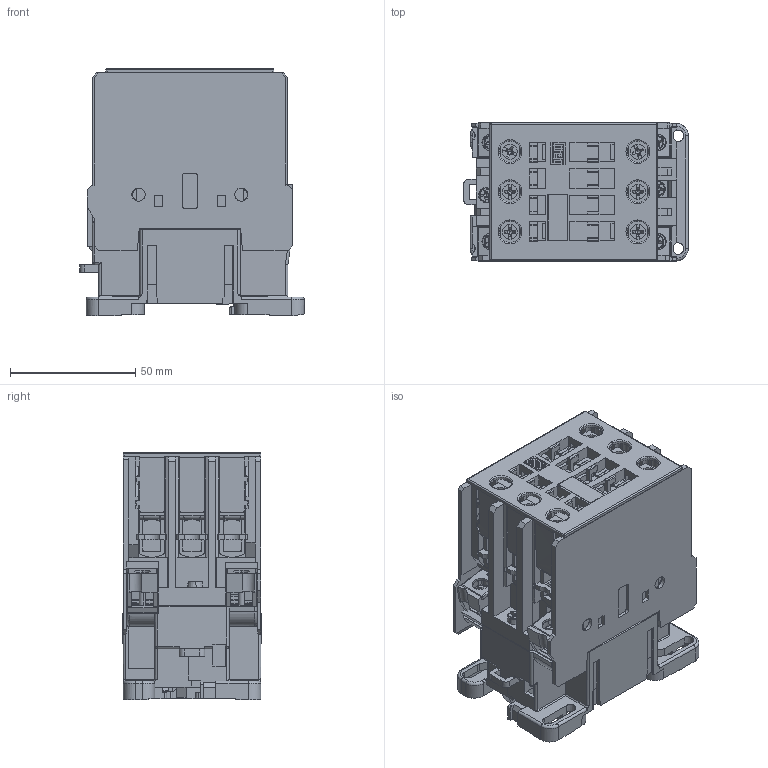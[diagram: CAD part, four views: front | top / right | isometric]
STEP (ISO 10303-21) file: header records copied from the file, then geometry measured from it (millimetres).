
FILE_DESCRIPTION((''),'2;1');
FILE_NAME('CWM32_40','2017-02-01T',('aljaz.cop'),('Audax d.o.o.'),'CREO PARAMETRIC BY PTC INC, 2015380','CREO PARAMETRIC BY PTC INC, 2015380','');
FILE_SCHEMA(('CONFIG_CONTROL_DESIGN'));
Products named in the file (1): CWM32_40
Bounding box: 89.5 x 55.14 x 98.65 mm (x, y, z)
Volume: 190547 mm3; surface area: 121620.8 mm2
Topology: 6 solids, 20 shells, 4178 faces, 11764 edges, 7569 vertices
Faces by surface type: plane 2927, cylinder 781, cone 187, extrusion 144, torus 97, sphere 29, bspline 13
Entity records: 139355 total; most frequent: CARTESIAN_POINT 33597, ORIENTED_EDGE 23364, DIRECTION 19867, EDGE_CURVE 11739, VECTOR 8453, LINE 8309, VERTEX_POINT 7569, AXIS2_PLACEMENT_3D 5707
